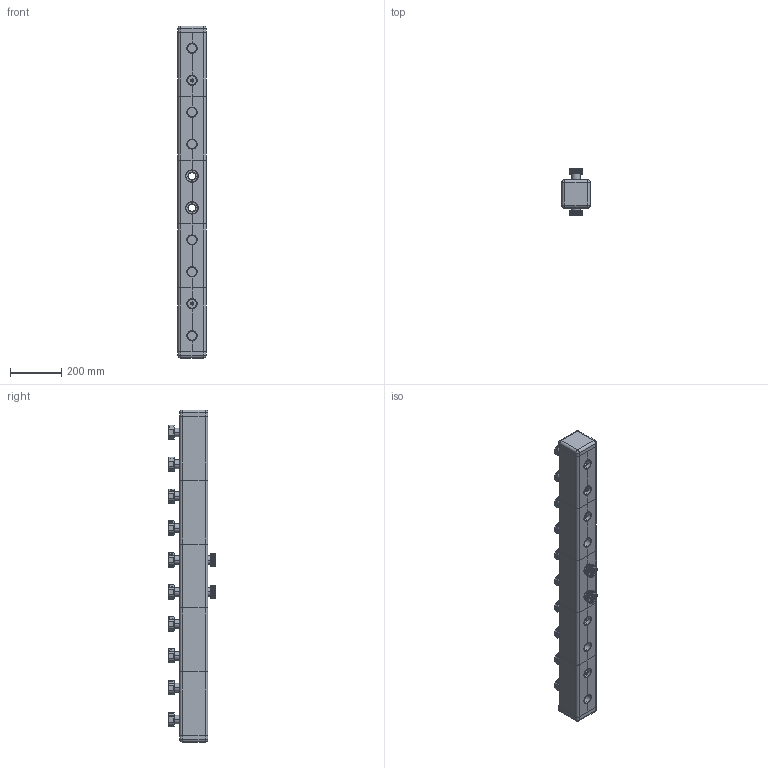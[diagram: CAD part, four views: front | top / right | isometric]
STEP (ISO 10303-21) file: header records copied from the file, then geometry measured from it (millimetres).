
FILE_DESCRIPTION((''),'2;1');
FILE_NAME('08_013_501_ASM','2018-01-18T',('Uros.Kriznik'),('Audax d.o.o.'),'CREO PARAMETRIC BY PTC INC, 2017020','CREO PARAMETRIC BY PTC INC, 2017020','');
FILE_SCHEMA(('CONFIG_CONTROL_DESIGN'));
Length unit declared in the file: millimetre
Products named in the file (15): 08_013_011; 08_013_012; 08_013_005; 08_013_004; 08_001_025; 08_013_008; 08_001_017; 08_001_006; 08_013_016; 08_013_015; 08_001_018; IZOLACIJA_VMESNA; BIAL_5IZOLKONCNAEPP60; 08_013_017; 08_013_501_ASM
Assembly tree (59 placements, depth 2):
  08_013_501_ASM
    08_013_011
    08_013_012
    08_013_005  x4
    08_013_004
    08_001_025  x2
    08_013_008  x5
    08_001_017  x10
    08_001_006  x2
    08_013_016  x5
    08_013_015
    08_001_018  x10
    IZOLACIJA_VMESNA  x10
    BIAL_5IZOLKONCNAEPP60  x2
    08_013_017  x5
Bounding box: 110 x 184 x 1300 mm (x, y, z)
Volume: 11710517.6 mm3; surface area: 2320037 mm2
Topology: 59 solids, 71 shells, 2074 faces, 5426 edges, 3532 vertices
Faces by surface type: plane 1082, cylinder 846, bspline 66, torus 50, cone 22, sphere 8
Entity records: 25540 total; most frequent: CARTESIAN_POINT 14464, DIRECTION 2326, ORIENTED_EDGE 2126, EDGE_CURVE 1067, AXIS2_PLACEMENT_3D 866, VERTEX_POINT 694, VECTOR 594, LINE 594
